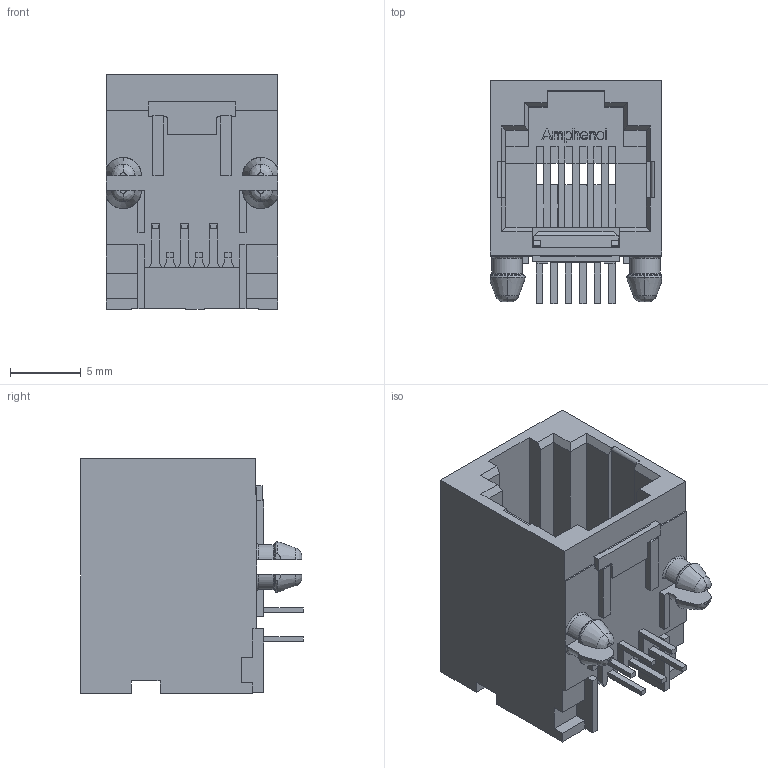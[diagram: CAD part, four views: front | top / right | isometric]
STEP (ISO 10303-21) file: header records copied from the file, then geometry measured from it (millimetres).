
FILE_DESCRIPTION (( 'STEP AP203' ), '1' );
FILE_NAME ('M-RJE01-660-01-REVT1A.STEP', '2018-01-23T09:24:08', ( '' ), ( '' ), 'SwSTEP 2.0', 'SolidWorks 2017', '' );
FILE_SCHEMA (( 'CONFIG_CONTROL_DESIGN' ));
Length unit declared in the file: millimetre
Products named in the file (1): M-RJE01-660-01-REVT1A
Bounding box: 12.1 x 15.71 x 16.55 mm (x, y, z)
Volume: 1295.2 mm3; surface area: 2096.2 mm2
Topology: 1 solids, 1 shells, 463 faces, 1360 edges, 894 vertices
Faces by surface type: plane 378, bspline 65, cone 12, cylinder 8
Entity records: 17492 total; most frequent: CARTESIAN_POINT 5570, ORIENTED_EDGE 2720, DIRECTION 2072, EDGE_CURVE 1360, VECTOR 1158, LINE 1158, VERTEX_POINT 894, EDGE_LOOP 486
